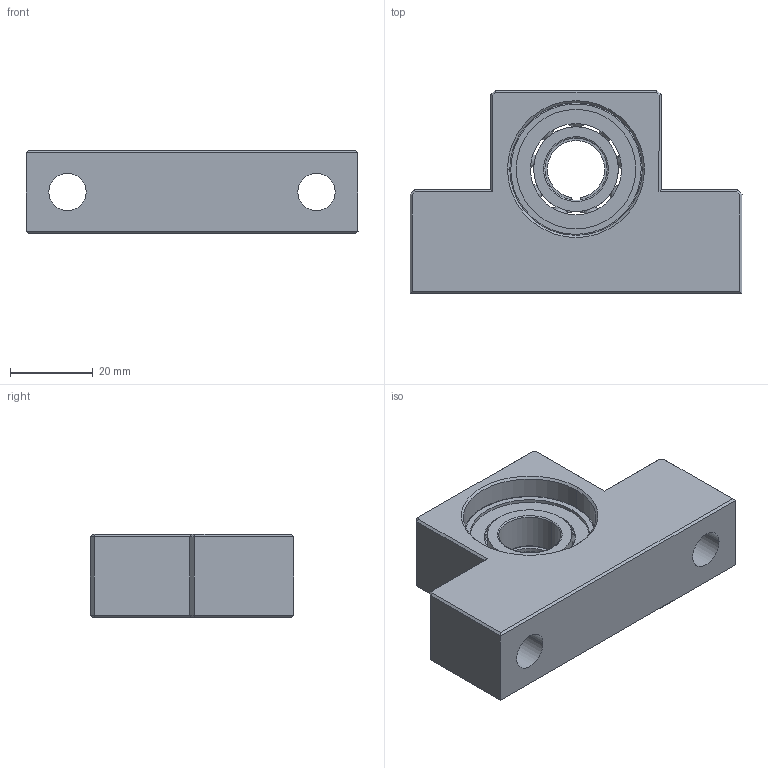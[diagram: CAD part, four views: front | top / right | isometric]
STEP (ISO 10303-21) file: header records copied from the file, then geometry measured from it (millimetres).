
FILE_DESCRIPTION (( 'STEP AP214' ), '1' );
FILE_NAME ('EF15.STEP', '2019-04-04T09:00:36', ( '' ), ( '' ), 'SwSTEP 2.0', 'SolidWorks 2015', '' );
FILE_SCHEMA (( 'AUTOMOTIVE_DESIGN' ));
Length unit declared in the file: millimetre
Products named in the file (1): EF15
Bounding box: 80 x 49 x 20 mm (x, y, z)
Volume: 43871.5 mm3; surface area: 17882.8 mm2
Topology: 3 solids, 3 shells, 754 faces, 2214 edges, 1453 vertices
Faces by surface type: plane 586, bspline 118, cylinder 46, cone 4
Entity records: 30509 total; most frequent: CARTESIAN_POINT 9390, ORIENTED_EDGE 4356, DIRECTION 3429, EDGE_CURVE 2178, VECTOR 1625, LINE 1625, VERTEX_POINT 1453, AXIS2_PLACEMENT_3D 902
